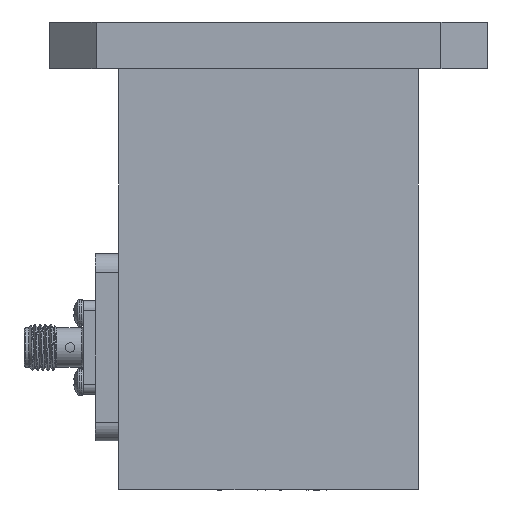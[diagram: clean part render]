
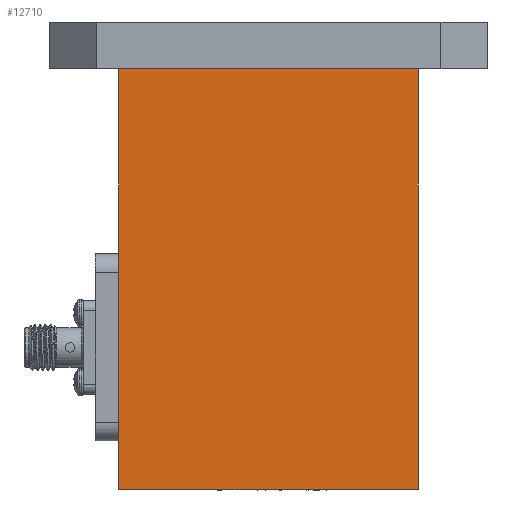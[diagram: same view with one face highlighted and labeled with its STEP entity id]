
A CAD part, left-side view. The second image highlights one B-rep face of the part: STEP entity #12710.
In plain terms, the highlighted planar face has unit normal (-1, 0, 0).
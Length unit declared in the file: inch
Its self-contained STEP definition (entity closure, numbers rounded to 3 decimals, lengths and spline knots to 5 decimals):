
#453 = VERTEX_POINT ( 'NONE', #6913 ) ;
#970 = EDGE_LOOP ( 'NONE', ( #1638, #7886, #4950, #11456 ) ) ;
#1638 = ORIENTED_EDGE ( 'NONE', *, *, #16677, .F. ) ;
#2795 = DIRECTION ( 'NONE',  ( 0., 1., 0. ) ) ;
#3335 = EDGE_CURVE ( 'NONE', #5811, #16678, #9685, .T. ) ;
#3537 = DIRECTION ( 'NONE',  ( 0., 0., 1. ) ) ;
#3966 = VECTOR ( 'NONE', #2795, 39.37008 ) ;
#3980 = CARTESIAN_POINT ( 'NONE',  ( -1.55, 0., 0. ) ) ;
#4921 = DIRECTION ( 'NONE',  ( 0., -1., 0. ) ) ;
#4950 = ORIENTED_EDGE ( 'NONE', *, *, #5244, .F. ) ;
#5244 = EDGE_CURVE ( 'NONE', #13090, #5811, #12490, .T. ) ;
#5477 = DIRECTION ( 'NONE',  ( 0., 0., -1. ) ) ;
#5538 = CARTESIAN_POINT ( 'NONE',  ( -1.55, 0.8, -2.5 ) ) ;
#5811 = VERTEX_POINT ( 'NONE', #17143 ) ;
#6913 = CARTESIAN_POINT ( 'NONE',  ( -1.55, 0.8, -2.5 ) ) ;
#7886 = ORIENTED_EDGE ( 'NONE', *, *, #3335, .F. ) ;
#8084 = CARTESIAN_POINT ( 'NONE',  ( -1.55, 0.8, -0.25 ) ) ;
#9285 = VECTOR ( 'NONE', #3537, 39.37008 ) ;
#9685 = LINE ( 'NONE', #10257, #15988 ) ;
#10257 = CARTESIAN_POINT ( 'NONE',  ( -1.55, -0.8, -0.25 ) ) ;
#10518 = DIRECTION ( 'NONE',  ( 0., 0., -1. ) ) ;
#10890 = CARTESIAN_POINT ( 'NONE',  ( -1.55, 0.8, -0.25 ) ) ;
#11456 = ORIENTED_EDGE ( 'NONE', *, *, #14044, .F. ) ;
#12260 = VECTOR ( 'NONE', #4921, 39.37008 ) ;
#12395 = LINE ( 'NONE', #5538, #3966 ) ;
#12490 = LINE ( 'NONE', #8084, #12260 ) ;
#12710 = ADVANCED_FACE ( 'NONE', ( #13046 ), #12932, .F. ) ;
#12932 = PLANE ( 'NONE',  #18468 ) ;
#13046 = FACE_OUTER_BOUND ( 'NONE', #970, .T. ) ;
#13090 = VERTEX_POINT ( 'NONE', #10890 ) ;
#13247 = LINE ( 'NONE', #14991, #9285 ) ;
#14044 = EDGE_CURVE ( 'NONE', #453, #13090, #13247, .T. ) ;
#14427 = DIRECTION ( 'NONE',  ( 1., 0., 0. ) ) ;
#14991 = CARTESIAN_POINT ( 'NONE',  ( -1.55, 0.8, -0.25 ) ) ;
#15979 = CARTESIAN_POINT ( 'NONE',  ( -1.55, -0.8, -2.5 ) ) ;
#15988 = VECTOR ( 'NONE', #10518, 39.37008 ) ;
#16677 = EDGE_CURVE ( 'NONE', #16678, #453, #12395, .T. ) ;
#16678 = VERTEX_POINT ( 'NONE', #15979 ) ;
#17143 = CARTESIAN_POINT ( 'NONE',  ( -1.55, -0.8, -0.25 ) ) ;
#18468 = AXIS2_PLACEMENT_3D ( 'NONE', #3980, #14427, #5477 ) ;
